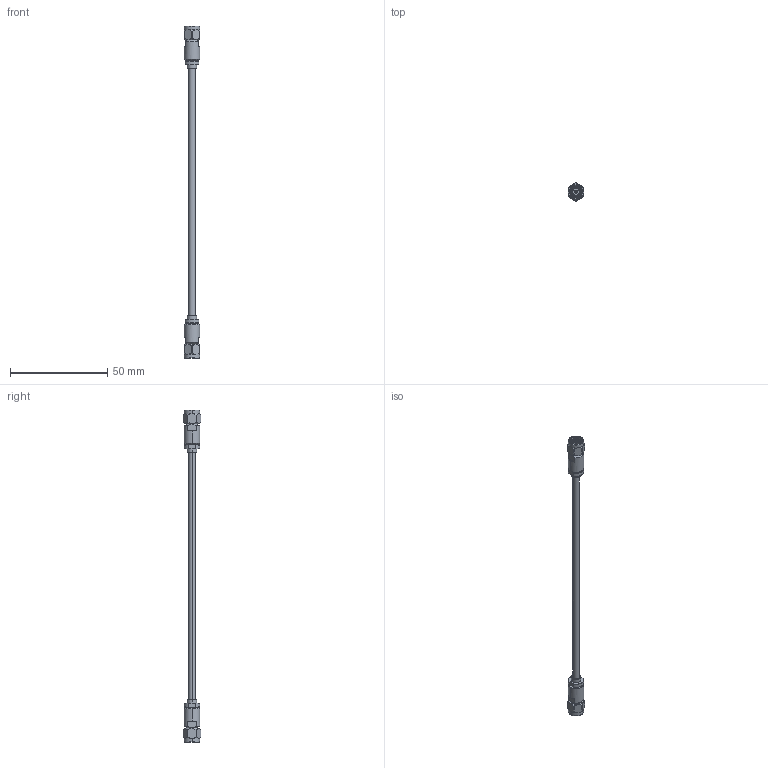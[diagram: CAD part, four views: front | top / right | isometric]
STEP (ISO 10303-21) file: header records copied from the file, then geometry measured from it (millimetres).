
FILE_DESCRIPTION (( 'STEP AP214' ), '1' );
FILE_NAME ('PE35184.step', '2021-11-18T19:35:50', ( '' ), ( '' ), 'SwSTEP 2.0', 'SolidWorks 2021', '' );
FILE_SCHEMA (( 'AUTOMOTIVE_DESIGN' ));
Length unit declared in the file: inch
Products named in the file (3): PE-SR402FL^PE35184_PE-SR402FL; PE35184; PE4981^PE35184
Assembly tree (3 placements, depth 2):
  PE35184
    PE-SR402FL^PE35184_PE-SR402FL
    PE4981^PE35184  x2
Bounding box: 8 x 8.99 x 170.69 mm (x, y, z)
Volume: 2868.7 mm3; surface area: 3506.7 mm2
Topology: 3 solids, 3 shells, 208 faces, 488 edges, 306 vertices
Faces by surface type: cylinder 86, cone 60, plane 52, bspline 6, torus 4
Entity records: 4599 total; most frequent: CARTESIAN_POINT 1770, ORIENTED_EDGE 494, DIRECTION 482, EDGE_CURVE 247, AXIS2_PLACEMENT_3D 202, VERTEX_POINT 155, EDGE_LOOP 116, ADVANCED_FACE 106
